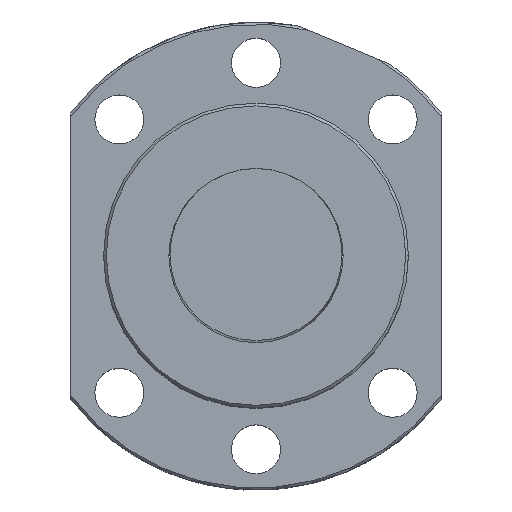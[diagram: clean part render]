
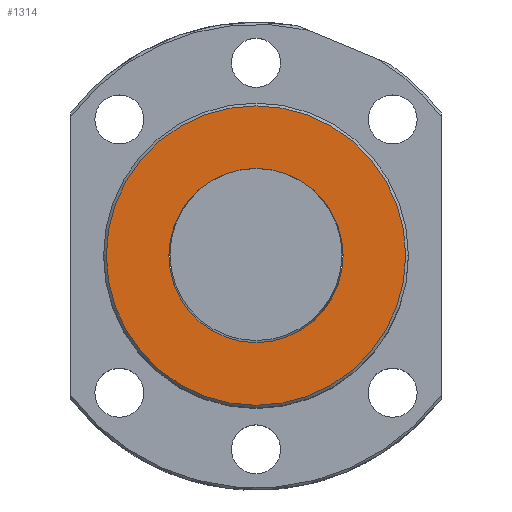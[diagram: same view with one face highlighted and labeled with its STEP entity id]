
A CAD part, top view. The second image highlights one B-rep face of the part: STEP entity #1314.
In plain terms, the highlighted face is planar.
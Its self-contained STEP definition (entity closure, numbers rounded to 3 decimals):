
#78 = CARTESIAN_POINT ( 'NONE',  ( -27.5, 0., -83. ) ) ;
#157 = FACE_BOUND ( 'NONE', #694, .T. ) ;
#163 = DIRECTION ( 'NONE',  ( 1., 0., 0. ) ) ;
#173 = AXIS2_PLACEMENT_3D ( 'NONE', #620, #613, #611 ) ;
#175 = DIRECTION ( 'NONE',  ( 0., 0., -1. ) ) ;
#206 = CARTESIAN_POINT ( 'NONE',  ( 0., 0., -83. ) ) ;
#227 = ORIENTED_EDGE ( 'NONE', *, *, #1381, .F. ) ;
#248 = CARTESIAN_POINT ( 'NONE',  ( 27.5, 0., -83. ) ) ;
#254 = ORIENTED_EDGE ( 'NONE', *, *, #1276, .F. ) ;
#339 = AXIS2_PLACEMENT_3D ( 'NONE', #808, #792, #791 ) ;
#349 = CIRCLE ( 'NONE', #173, 16. ) ;
#429 = ORIENTED_EDGE ( 'NONE', *, *, #1582, .T. ) ;
#611 = DIRECTION ( 'NONE',  ( 1., 0., 0. ) ) ;
#613 = DIRECTION ( 'NONE',  ( 0., 0., -1. ) ) ;
#620 = CARTESIAN_POINT ( 'NONE',  ( 0., 0., -83. ) ) ;
#647 = ORIENTED_EDGE ( 'NONE', *, *, #1257, .T. ) ;
#693 = DIRECTION ( 'NONE',  ( 1., 0., 0. ) ) ;
#694 = EDGE_LOOP ( 'NONE', ( #227, #254 ) ) ;
#695 = DIRECTION ( 'NONE',  ( 0., 0., 1. ) ) ;
#709 = CARTESIAN_POINT ( 'NONE',  ( -27.83, -27.83, -83. ) ) ;
#711 = PLANE ( 'NONE',  #1364 ) ;
#759 = DIRECTION ( 'NONE',  ( 1., 0., 0. ) ) ;
#765 = DIRECTION ( 'NONE',  ( 0., 0., -1. ) ) ;
#779 = CARTESIAN_POINT ( 'NONE',  ( 0., 0., -83. ) ) ;
#791 = DIRECTION ( 'NONE',  ( 1., 0., 0. ) ) ;
#792 = DIRECTION ( 'NONE',  ( 0., 0., -1. ) ) ;
#808 = CARTESIAN_POINT ( 'NONE',  ( 0., 0., -83. ) ) ;
#1075 = VERTEX_POINT ( 'NONE', #1126 ) ;
#1082 = EDGE_LOOP ( 'NONE', ( #429, #647 ) ) ;
#1126 = CARTESIAN_POINT ( 'NONE',  ( -16., 0., -83. ) ) ;
#1257 = EDGE_CURVE ( 'NONE', #1645, #1555, #1424, .T. ) ;
#1276 = EDGE_CURVE ( 'NONE', #1075, #1949, #1763, .T. ) ;
#1314 = ADVANCED_FACE ( 'NONE', ( #157, #1418 ), #711, .F. ) ;
#1364 = AXIS2_PLACEMENT_3D ( 'NONE', #709, #695, #693 ) ;
#1381 = EDGE_CURVE ( 'NONE', #1949, #1075, #349, .T. ) ;
#1418 = FACE_OUTER_BOUND ( 'NONE', #1082, .T. ) ;
#1424 = CIRCLE ( 'NONE', #339, 27.5 ) ;
#1555 = VERTEX_POINT ( 'NONE', #248 ) ;
#1582 = EDGE_CURVE ( 'NONE', #1555, #1645, #1924, .T. ) ;
#1645 = VERTEX_POINT ( 'NONE', #78 ) ;
#1696 = AXIS2_PLACEMENT_3D ( 'NONE', #779, #765, #759 ) ;
#1726 = AXIS2_PLACEMENT_3D ( 'NONE', #206, #175, #163 ) ;
#1736 = CARTESIAN_POINT ( 'NONE',  ( 16., 0., -83. ) ) ;
#1763 = CIRCLE ( 'NONE', #1696, 16. ) ;
#1924 = CIRCLE ( 'NONE', #1726, 27.5 ) ;
#1949 = VERTEX_POINT ( 'NONE', #1736 ) ;
